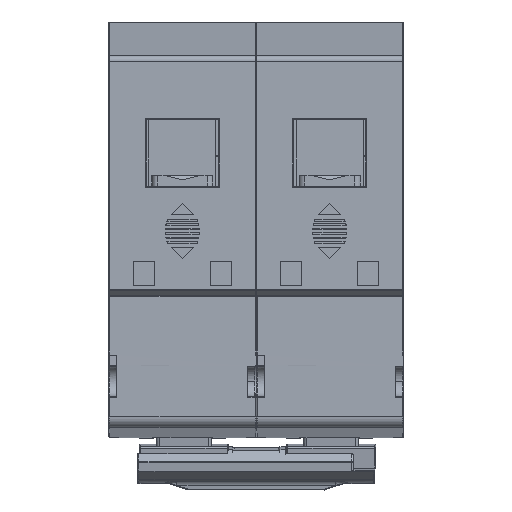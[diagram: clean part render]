
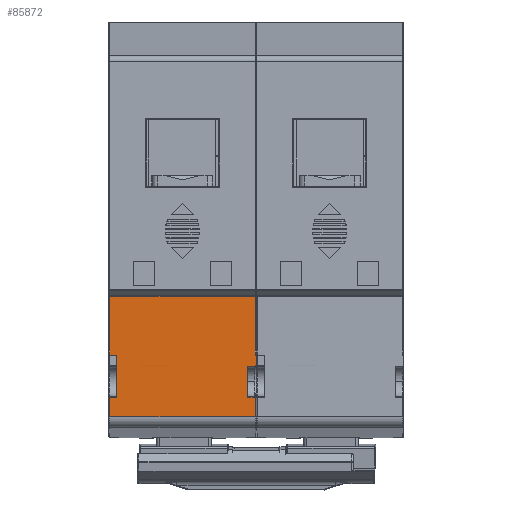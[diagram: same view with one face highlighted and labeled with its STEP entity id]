
A CAD part, left-side view. The second image highlights one B-rep face of the part: STEP entity #85872.
In plain terms, the highlighted face is planar.
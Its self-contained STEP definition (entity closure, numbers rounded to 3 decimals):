
#108 = ORIENTED_EDGE ( 'NONE', *, *, #74827, .T. ) ;
#270 = DIRECTION ( 'NONE',  ( -1., 0., 0. ) ) ;
#712 = CARTESIAN_POINT ( 'NONE',  ( 15.65, 21.2, 33.3 ) ) ;
#853 = VECTOR ( 'NONE', #50454, 1000. ) ;
#1750 = CARTESIAN_POINT ( 'NONE',  ( -9.35, 21.2, 34.5 ) ) ;
#1975 = EDGE_CURVE ( 'NONE', #5468, #59393, #99430, .T. ) ;
#2557 = VERTEX_POINT ( 'NONE', #13436 ) ;
#3797 = B_SPLINE_CURVE_WITH_KNOTS ( 'NONE', 3,
 ( #67143, #36131, #5632, #100041 ),
 .UNSPECIFIED., .F., .F.,
 ( 4, 4 ),
 ( 0., 1. ),
 .UNSPECIFIED. ) ;
#4539 = ORIENTED_EDGE ( 'NONE', *, *, #91297, .T. ) ;
#5299 = ORIENTED_EDGE ( 'NONE', *, *, #27880, .T. ) ;
#5468 = VERTEX_POINT ( 'NONE', #45824 ) ;
#5632 = CARTESIAN_POINT ( 'NONE',  ( -9.35, 21.2, 35.135 ) ) ;
#5845 = CARTESIAN_POINT ( 'NONE',  ( 14.15, 21.2, 35.3 ) ) ;
#6386 = DIRECTION ( 'NONE',  ( 0., -1., 0. ) ) ;
#6999 = VECTOR ( 'NONE', #96052, 1000. ) ;
#7671 = ORIENTED_EDGE ( 'NONE', *, *, #12462, .T. ) ;
#8501 = VECTOR ( 'NONE', #82861, 1000. ) ;
#8923 = ORIENTED_EDGE ( 'NONE', *, *, #1975, .F. ) ;
#11241 = ORIENTED_EDGE ( 'NONE', *, *, #23308, .F. ) ;
#12462 = EDGE_CURVE ( 'NONE', #67708, #90364, #49430, .T. ) ;
#13142 = VECTOR ( 'NONE', #95437, 1000. ) ;
#13436 = CARTESIAN_POINT ( 'NONE',  ( -9.35, 21.2, 35.152 ) ) ;
#14934 = AXIS2_PLACEMENT_3D ( 'NONE', #57663, #88524, #50005 ) ;
#17424 = CARTESIAN_POINT ( 'NONE',  ( 15.45, 21.2, 35.3 ) ) ;
#17799 = VERTEX_POINT ( 'NONE', #78257 ) ;
#17885 = DIRECTION ( 'NONE',  ( 1., 0., 0. ) ) ;
#19461 = CARTESIAN_POINT ( 'NONE',  ( 2.4, 21.2, 22.7 ) ) ;
#20050 = CARTESIAN_POINT ( 'NONE',  ( 15.65, 21.2, 35.1 ) ) ;
#21750 = EDGE_CURVE ( 'NONE', #67805, #47230, #83360, .T. ) ;
#23308 = EDGE_CURVE ( 'NONE', #17799, #25320, #31242, .T. ) ;
#23631 = CARTESIAN_POINT ( 'NONE',  ( -9.35, 21.2, 33.3 ) ) ;
#24096 = ORIENTED_EDGE ( 'NONE', *, *, #79328, .T. ) ;
#24515 = ORIENTED_EDGE ( 'NONE', *, *, #41006, .F. ) ;
#25320 = VERTEX_POINT ( 'NONE', #57037 ) ;
#26188 = ORIENTED_EDGE ( 'NONE', *, *, #39391, .F. ) ;
#27307 = DIRECTION ( 'NONE',  ( 0., 0., 1. ) ) ;
#27880 = EDGE_CURVE ( 'NONE', #2557, #82256, #62022, .T. ) ;
#27915 = CARTESIAN_POINT ( 'NONE',  ( 15.55, 21.2, 33.3 ) ) ;
#28517 = EDGE_CURVE ( 'NONE', #74704, #99939, #58111, .T. ) ;
#29028 = DIRECTION ( 'NONE',  ( 0., 0., -1. ) ) ;
#30201 = DIRECTION ( 'NONE',  ( 0., 0., 1. ) ) ;
#31065 = VECTOR ( 'NONE', #39877, 1000. ) ;
#31242 = LINE ( 'NONE', #62260, #31065 ) ;
#31999 = DIRECTION ( 'NONE',  ( 0., 0., 1. ) ) ;
#32281 = VERTEX_POINT ( 'NONE', #38333 ) ;
#34181 = LINE ( 'NONE', #65182, #6999 ) ;
#34812 = VECTOR ( 'NONE', #31999, 1000. ) ;
#34966 = LINE ( 'NONE', #89225, #76451 ) ;
#35232 = ORIENTED_EDGE ( 'NONE', *, *, #75764, .T. ) ;
#35456 = VECTOR ( 'NONE', #17885, 1000. ) ;
#36131 = CARTESIAN_POINT ( 'NONE',  ( -9.35, 21.2, 35.117 ) ) ;
#38333 = CARTESIAN_POINT ( 'NONE',  ( 15.55, 21.2, 40.9 ) ) ;
#39391 = EDGE_CURVE ( 'NONE', #25320, #65196, #52004, .T. ) ;
#39877 = DIRECTION ( 'NONE',  ( -1., 0., 0. ) ) ;
#41006 = EDGE_CURVE ( 'NONE', #67708, #74704, #45289, .T. ) ;
#42068 = VECTOR ( 'NONE', #27307, 1000. ) ;
#42468 = VECTOR ( 'NONE', #59656, 1000. ) ;
#42556 = EDGE_CURVE ( 'NONE', #32281, #67805, #96442, .T. ) ;
#43546 = CARTESIAN_POINT ( 'NONE',  ( -9.35, 21.2, 40.9 ) ) ;
#45289 = LINE ( 'NONE', #45790, #88049 ) ;
#45487 = CARTESIAN_POINT ( 'NONE',  ( 15.55, 21.2, 22.7 ) ) ;
#45790 = CARTESIAN_POINT ( 'NONE',  ( -10.65, 21.2, 33.3 ) ) ;
#45824 = CARTESIAN_POINT ( 'NONE',  ( 15.55, 21.2, 33.3 ) ) ;
#46024 = VECTOR ( 'NONE', #88455, 1000. ) ;
#46241 = ORIENTED_EDGE ( 'NONE', *, *, #90585, .F. ) ;
#47230 = VERTEX_POINT ( 'NONE', #5845 ) ;
#47519 = CARTESIAN_POINT ( 'NONE',  ( -9.35, 21.2, 33.9 ) ) ;
#49430 = LINE ( 'NONE', #79875, #46024 ) ;
#49660 = VECTOR ( 'NONE', #76121, 1000. ) ;
#50005 = DIRECTION ( 'NONE',  ( 0., 0., 1. ) ) ;
#50454 = DIRECTION ( 'NONE',  ( 1., 0., 0. ) ) ;
#51958 = CARTESIAN_POINT ( 'NONE',  ( 14.15, 21.2, 40.9 ) ) ;
#52004 = LINE ( 'NONE', #84403, #42468 ) ;
#52361 = EDGE_LOOP ( 'NONE', ( #82448, #108, #93966, #46241, #8923, #95213, #87826, #24515, #7671, #64745, #35232, #5299, #4539, #26188, #11241, #24096, #81493 ) ) ;
#52638 = PLANE ( 'NONE',  #98365 ) ;
#54883 = VERTEX_POINT ( 'NONE', #93346 ) ;
#55435 = CARTESIAN_POINT ( 'NONE',  ( -10.65, 21.2, 33.3 ) ) ;
#57037 = CARTESIAN_POINT ( 'NONE',  ( -10.65, 21.2, 44.408 ) ) ;
#57663 = CARTESIAN_POINT ( 'NONE',  ( 15.45, 21.2, 35.1 ) ) ;
#58111 = LINE ( 'NONE', #19461, #853 ) ;
#59393 = VERTEX_POINT ( 'NONE', #68361 ) ;
#59656 = DIRECTION ( 'NONE',  ( 0., 0., -1. ) ) ;
#60291 = FACE_OUTER_BOUND ( 'NONE', #52361, .T. ) ;
#60732 = LINE ( 'NONE', #712, #94079 ) ;
#60806 = B_SPLINE_CURVE_WITH_KNOTS ( 'NONE', 3,
 ( #23631, #47519, #1750, #63274 ),
 .UNSPECIFIED., .F., .F.,
 ( 4, 4 ),
 ( 0., 1. ),
 .UNSPECIFIED. ) ;
#62022 = LINE ( 'NONE', #64026, #34812 ) ;
#62260 = CARTESIAN_POINT ( 'NONE',  ( 15.55, 21.2, 44.408 ) ) ;
#63274 = CARTESIAN_POINT ( 'NONE',  ( -9.35, 21.205, 35.099 ) ) ;
#64026 = CARTESIAN_POINT ( 'NONE',  ( -9.35, 21.2, 35.152 ) ) ;
#64585 = CARTESIAN_POINT ( 'NONE',  ( 15.55, 21.2, 40.9 ) ) ;
#64745 = ORIENTED_EDGE ( 'NONE', *, *, #76829, .T. ) ;
#65182 = CARTESIAN_POINT ( 'NONE',  ( 15.55, 21.2, 44.408 ) ) ;
#65196 = VERTEX_POINT ( 'NONE', #95972 ) ;
#66861 = CIRCLE ( 'NONE', #14934, 0.2 ) ;
#66932 = CARTESIAN_POINT ( 'NONE',  ( 15.55, 21.2, 22.7 ) ) ;
#67143 = CARTESIAN_POINT ( 'NONE',  ( -9.35, 21.205, 35.099 ) ) ;
#67708 = VERTEX_POINT ( 'NONE', #55435 ) ;
#67749 = CARTESIAN_POINT ( 'NONE',  ( -10.65, 21.2, 22.7 ) ) ;
#67805 = VERTEX_POINT ( 'NONE', #68909 ) ;
#68361 = CARTESIAN_POINT ( 'NONE',  ( 15.65, 21.2, 33.3 ) ) ;
#68909 = CARTESIAN_POINT ( 'NONE',  ( 14.15, 21.2, 40.9 ) ) ;
#72231 = CARTESIAN_POINT ( 'NONE',  ( 14.15, 21.2, 35.3 ) ) ;
#74704 = VERTEX_POINT ( 'NONE', #67749 ) ;
#74827 = EDGE_CURVE ( 'NONE', #47230, #78077, #88877, .T. ) ;
#75764 = EDGE_CURVE ( 'NONE', #54883, #2557, #3797, .T. ) ;
#76121 = DIRECTION ( 'NONE',  ( 1., 0., 0. ) ) ;
#76451 = VECTOR ( 'NONE', #81636, 1000. ) ;
#76829 = EDGE_CURVE ( 'NONE', #90364, #54883, #60806, .T. ) ;
#77892 = EDGE_CURVE ( 'NONE', #78077, #95988, #66861, .T. ) ;
#78077 = VERTEX_POINT ( 'NONE', #17424 ) ;
#78257 = CARTESIAN_POINT ( 'NONE',  ( 15.55, 21.2, 44.408 ) ) ;
#79328 = EDGE_CURVE ( 'NONE', #17799, #32281, #34181, .T. ) ;
#79875 = CARTESIAN_POINT ( 'NONE',  ( -10.65, 21.2, 33.3 ) ) ;
#80599 = LINE ( 'NONE', #66932, #42068 ) ;
#81493 = ORIENTED_EDGE ( 'NONE', *, *, #42556, .T. ) ;
#81636 = DIRECTION ( 'NONE',  ( -1., 0., 0. ) ) ;
#82256 = VERTEX_POINT ( 'NONE', #43546 ) ;
#82448 = ORIENTED_EDGE ( 'NONE', *, *, #21750, .T. ) ;
#82861 = DIRECTION ( 'NONE',  ( 0., 0., -1. ) ) ;
#83360 = LINE ( 'NONE', #51958, #8501 ) ;
#83539 = CARTESIAN_POINT ( 'NONE',  ( 13.4, 21.2, 43.408 ) ) ;
#84403 = CARTESIAN_POINT ( 'NONE',  ( -10.65, 21.2, 44.408 ) ) ;
#85872 = ADVANCED_FACE ( 'NONE', ( #60291 ), #52638, .F. ) ;
#87826 = ORIENTED_EDGE ( 'NONE', *, *, #28517, .F. ) ;
#88049 = VECTOR ( 'NONE', #29028, 1000. ) ;
#88455 = DIRECTION ( 'NONE',  ( 1., 0., 0. ) ) ;
#88524 = DIRECTION ( 'NONE',  ( 0., 1., 0. ) ) ;
#88877 = LINE ( 'NONE', #72231, #35456 ) ;
#89225 = CARTESIAN_POINT ( 'NONE',  ( -9.35, 21.2, 40.9 ) ) ;
#90364 = VERTEX_POINT ( 'NONE', #96214 ) ;
#90585 = EDGE_CURVE ( 'NONE', #59393, #95988, #60732, .T. ) ;
#91297 = EDGE_CURVE ( 'NONE', #82256, #65196, #34966, .T. ) ;
#93346 = CARTESIAN_POINT ( 'NONE',  ( -9.35, 21.205, 35.099 ) ) ;
#93966 = ORIENTED_EDGE ( 'NONE', *, *, #77892, .T. ) ;
#94079 = VECTOR ( 'NONE', #30201, 1000. ) ;
#95213 = ORIENTED_EDGE ( 'NONE', *, *, #96954, .F. ) ;
#95437 = DIRECTION ( 'NONE',  ( -1., 0., 0. ) ) ;
#95972 = CARTESIAN_POINT ( 'NONE',  ( -10.65, 21.2, 40.9 ) ) ;
#95988 = VERTEX_POINT ( 'NONE', #20050 ) ;
#96052 = DIRECTION ( 'NONE',  ( 0., 0., -1. ) ) ;
#96214 = CARTESIAN_POINT ( 'NONE',  ( -9.35, 21.2, 33.3 ) ) ;
#96442 = LINE ( 'NONE', #64585, #13142 ) ;
#96954 = EDGE_CURVE ( 'NONE', #99939, #5468, #80599, .T. ) ;
#98365 = AXIS2_PLACEMENT_3D ( 'NONE', #83539, #6386, #270 ) ;
#99430 = LINE ( 'NONE', #27915, #49660 ) ;
#99939 = VERTEX_POINT ( 'NONE', #45487 ) ;
#100041 = CARTESIAN_POINT ( 'NONE',  ( -9.35, 21.2, 35.152 ) ) ;
